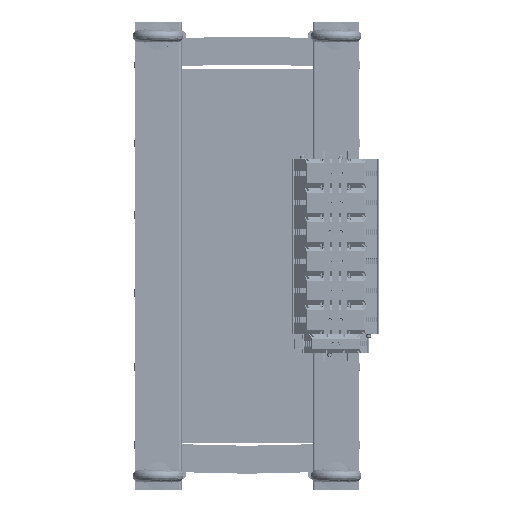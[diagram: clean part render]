
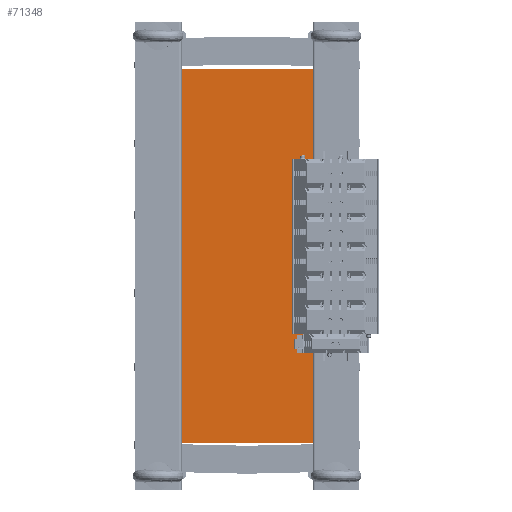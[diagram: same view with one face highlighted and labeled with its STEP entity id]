
A CAD part, left-side view. The second image highlights one B-rep face of the part: STEP entity #71348.
In plain terms, the highlighted planar face has unit normal (-1, 0, 0).
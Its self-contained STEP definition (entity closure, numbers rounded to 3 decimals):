
#8919=FACE_OUTER_BOUND('',#12723,.T.);
#12723=EDGE_LOOP('',(#48278,#48279,#48280,#48281));
#16718=LINE('',#102605,#23895);
#16726=LINE('',#102620,#23903);
#16727=LINE('',#102622,#23904);
#16728=LINE('',#102623,#23905);
#23895=VECTOR('',#82196,10.);
#23903=VECTOR('',#82208,10.);
#23904=VECTOR('',#82211,10.);
#23905=VECTOR('',#82212,10.);
#31070=VERTEX_POINT('',#102602);
#31071=VERTEX_POINT('',#102604);
#31075=VERTEX_POINT('',#102616);
#31076=VERTEX_POINT('',#102618);
#37812=EDGE_CURVE('',#31070,#31071,#16718,.T.);
#37820=EDGE_CURVE('',#31075,#31076,#16726,.T.);
#37821=EDGE_CURVE('',#31070,#31075,#16727,.T.);
#37822=EDGE_CURVE('',#31071,#31076,#16728,.T.);
#48278=ORIENTED_EDGE('',*,*,#37821,.T.);
#48279=ORIENTED_EDGE('',*,*,#37820,.T.);
#48280=ORIENTED_EDGE('',*,*,#37822,.F.);
#48281=ORIENTED_EDGE('',*,*,#37812,.F.);
#69103=PLANE('',#75523);
#71348=ADVANCED_FACE('',(#8919),#69103,.T.);
#75523=AXIS2_PLACEMENT_3D('',#102621,#82209,#82210);
#82196=DIRECTION('',(0.,1.,0.));
#82208=DIRECTION('',(0.,1.,0.));
#82209=DIRECTION('center_axis',(-1.,0.,0.));
#82210=DIRECTION('ref_axis',(0.,0.,1.));
#82211=DIRECTION('',(0.,0.,1.));
#82212=DIRECTION('',(0.,0.,1.));
#102602=CARTESIAN_POINT('',(-400.,0.,0.));
#102604=CARTESIAN_POINT('',(-400.,140.,0.));
#102605=CARTESIAN_POINT('',(-400.,0.,0.));
#102616=CARTESIAN_POINT('',(-400.,0.,400.));
#102618=CARTESIAN_POINT('',(-400.,140.,400.));
#102620=CARTESIAN_POINT('',(-400.,0.,400.));
#102621=CARTESIAN_POINT('Origin',(-400.,0.,0.));
#102622=CARTESIAN_POINT('',(-400.,0.,0.));
#102623=CARTESIAN_POINT('',(-400.,140.,0.));
